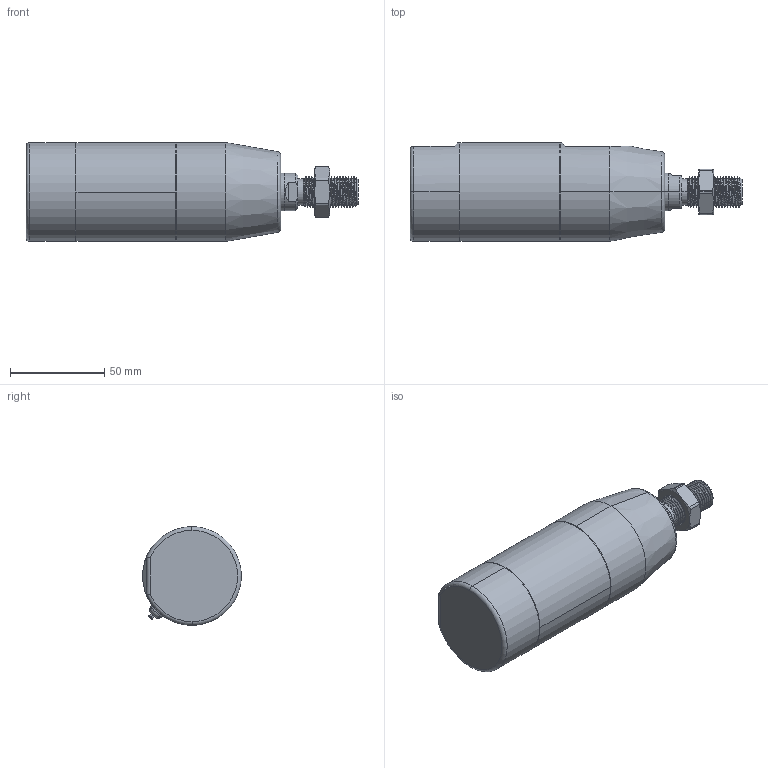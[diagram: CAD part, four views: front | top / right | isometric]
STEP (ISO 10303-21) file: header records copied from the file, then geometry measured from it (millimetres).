
FILE_DESCRIPTION (( 'STEP AP214' ), '1' );
FILE_NAME ('U050 0000 1114.STEP', '2021-05-05T08:13:23', ( '' ), ( '' ), 'SwSTEP 2.0', 'SolidWorks 2019', '' );
FILE_SCHEMA (( 'AUTOMOTIVE_DESIGN' ));
Length unit declared in the file: millimetre
Products named in the file (19): Bremsepakning_PP2533N3589; Afstryger (32-125)_407287; Oring_ORING 47,35 X 1,78; 1050-11_1050-11; U050 0000 1114; Bremseskrue 16-50; 9050-36JB2; 9050-35-R_1050-35-0; 9036-01; Magnet_9350; Stempelstangsmøtrik_U1905930; 9037-01-1; 9020-34_9020-34-0; Stempeltætning_E45040N3578; Leje_PAP2010P11; 1050-14; Oring_ORING 02,9 X 1,2; Bolt-DIN912_M12x40
Assembly tree (25 placements, depth 3):
  U050 0000 1114
    1050-11_1050-11
    1050-14
    9020-34_9020-34-0
    9050-35-R_1050-35-0
    Bremseskrue 16-50
      9036-01
      9037-01-1
      Oring_ORING 02,9 X 1,2
    Bremseskrue 16-50
      9036-01
      9037-01-1
      Oring_ORING 02,9 X 1,2
    Afstryger (32-125)_407287
    9050-36JB2  x2
    Leje_PAP2010P11
    Magnet_9350
    Bremsepakning_PP2533N3589  x2
    Stempeltætning_E45040N3578  x2
    Oring_ORING 47,35 X 1,78  x2
    Bolt-DIN912_M12x40
    Stempelstangsmøtrik_U1905930
Bounding box: 176 x 52.4 x 52.4 mm (x, y, z)
Volume: 260440.8 mm3; surface area: 110694.9 mm2
Topology: 23 solids, 23 shells, 687 faces, 1570 edges, 969 vertices
Faces by surface type: cylinder 285, plane 172, cone 132, torus 89, bspline 9
Entity records: 30428 total; most frequent: CARTESIAN_POINT 17705, DIRECTION 2566, ORIENTED_EDGE 2476, EDGE_CURVE 1238, AXIS2_PLACEMENT_3D 1073, VERTEX_POINT 768, EDGE_LOOP 608, ADVANCED_FACE 537
